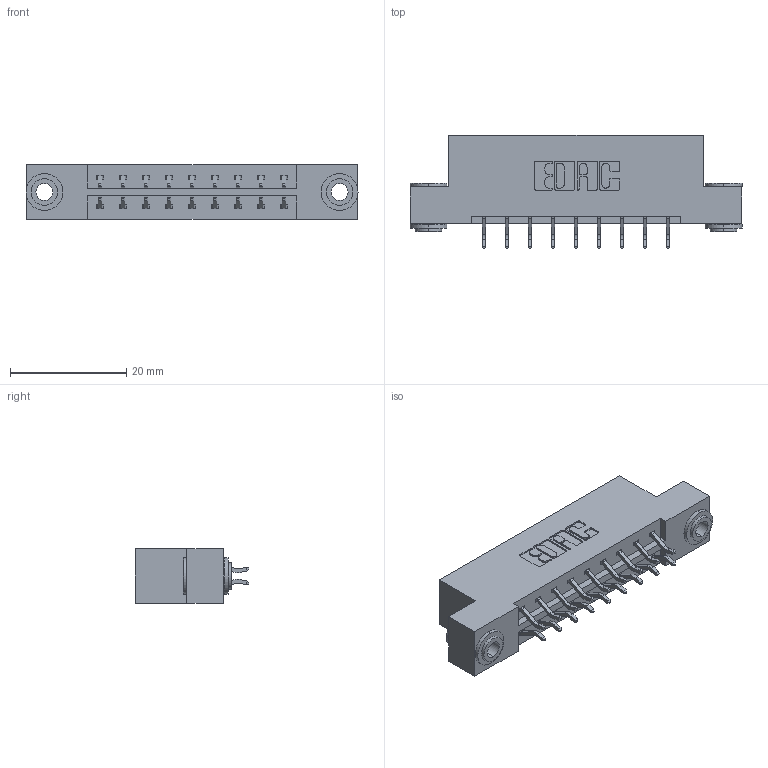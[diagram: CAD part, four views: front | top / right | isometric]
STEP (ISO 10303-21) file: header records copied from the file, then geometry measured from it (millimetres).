
FILE_DESCRIPTION (( 'STEP AP203' ), '1' );
FILE_NAME ('833-018-556-203.STEP', '2020-05-31T23:02:07', ( '' ), ( '' ), 'SwSTEP 2.0', 'SolidWorks 2020', '' );
FILE_SCHEMA (( 'CONFIG_CONTROL_DESIGN' ));
Length unit declared in the file: inch
Products named in the file (4): 345-250-002_345-250-002-102; 345-292-001_556 Tail; 833-018-556-203; 833 Part_Flush - .156 Dia - TH
Assembly tree (21 placements, depth 2):
  833-018-556-203
    833 Part_Flush - .156 Dia - TH
    345-292-001_556 Tail  x18
    345-250-002_345-250-002-102  x2
Bounding box: 57.2 x 19.57 x 9.4 mm (x, y, z)
Volume: 5549.9 mm3; surface area: 6409.9 mm2
Topology: 21 solids, 21 shells, 1196 faces, 3501 edges, 2306 vertices
Faces by surface type: plane 800, cylinder 388, cone 8
Entity records: 10928 total; most frequent: CARTESIAN_POINT 1841, ORIENTED_EDGE 1758, DIRECTION 1653, EDGE_CURVE 879, LINE 719, VECTOR 719, VERTEX_POINT 582, AXIS2_PLACEMENT_3D 467
